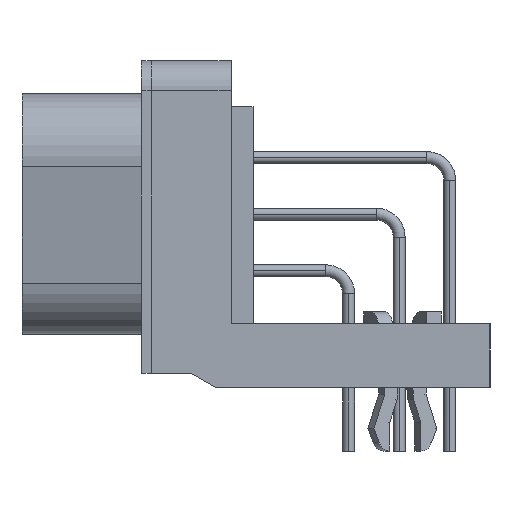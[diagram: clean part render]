
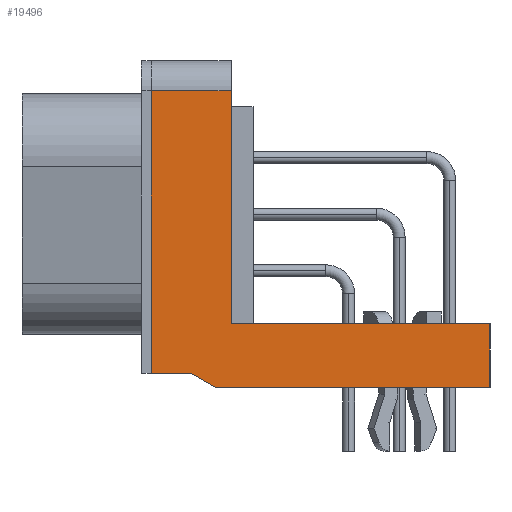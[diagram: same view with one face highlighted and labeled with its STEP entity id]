
A CAD part, left-side view. The second image highlights one B-rep face of the part: STEP entity #19496.
In plain terms, the highlighted planar face has unit normal (-1, 0, 0).
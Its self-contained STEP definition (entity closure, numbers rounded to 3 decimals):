
#19338=CARTESIAN_POINT('',(-33.5,8.44,14.9));
#19339=VERTEX_POINT('',#19338);
#19347=CARTESIAN_POINT('',(-33.5,8.44,3.2));
#19348=VERTEX_POINT('',#19347);
#19349=CARTESIAN_POINT('',(-33.5,8.44,3.2));
#19350=DIRECTION('',(0.0,0.0,1.0));
#19351=VECTOR('',#19350,11.7);
#19352=LINE('',#19349,#19351);
#19353=EDGE_CURVE('',#19348,#19339,#19352,.T.);
#19421=CARTESIAN_POINT('',(-33.5,12.44,14.9));
#19422=VERTEX_POINT('',#19421);
#19430=CARTESIAN_POINT('',(-33.5,12.44,14.9));
#19431=DIRECTION('',(0.0,-1.0,0.0));
#19432=VECTOR('',#19431,4.0);
#19433=LINE('',#19430,#19432);
#19434=EDGE_CURVE('',#19422,#19339,#19433,.T.);
#19441=CARTESIAN_POINT('',(-33.5,-5.51,8.2));
#19442=DIRECTION('',(-1.0,0.0,0.0));
#19443=DIRECTION('',(0.0,1.0,0.0));
#19444=AXIS2_PLACEMENT_3D('',#19441,#19442,#19443);
#19445=PLANE('',#19444);
#19446=CARTESIAN_POINT('',(-33.5,12.44,0.7));
#19447=VERTEX_POINT('',#19446);
#19448=CARTESIAN_POINT('',(-33.5,12.44,14.9));
#19449=DIRECTION('',(0.0,0.0,-1.0));
#19450=VECTOR('',#19449,14.2);
#19451=LINE('',#19448,#19450);
#19452=EDGE_CURVE('',#19422,#19447,#19451,.T.);
#19453=ORIENTED_EDGE('',*,*,#19452,.T.);
#19454=CARTESIAN_POINT('',(-33.5,10.44,0.7));
#19455=VERTEX_POINT('',#19454);
#19456=CARTESIAN_POINT('',(-33.5,10.44,0.7));
#19457=DIRECTION('',(0.0,1.0,0.0));
#19458=VECTOR('',#19457,2.0);
#19459=LINE('',#19456,#19458);
#19460=EDGE_CURVE('',#19455,#19447,#19459,.T.);
#19461=ORIENTED_EDGE('',*,*,#19460,.F.);
#19462=CARTESIAN_POINT('',(-33.5,9.228,0.));
#19463=VERTEX_POINT('',#19462);
#19464=CARTESIAN_POINT('',(-33.5,10.44,0.7));
#19465=DIRECTION('',(0.0,-0.866,-0.5));
#19466=VECTOR('',#19465,1.4);
#19467=LINE('',#19464,#19466);
#19468=EDGE_CURVE('',#19455,#19463,#19467,.T.);
#19469=ORIENTED_EDGE('',*,*,#19468,.T.);
#19470=CARTESIAN_POINT('',(-33.5,-4.56,0.));
#19471=VERTEX_POINT('',#19470);
#19472=CARTESIAN_POINT('',(-33.5,9.228,0.));
#19473=DIRECTION('',(0.0,-1.0,0.0));
#19474=VECTOR('',#19473,13.788);
#19475=LINE('',#19472,#19474);
#19476=EDGE_CURVE('',#19463,#19471,#19475,.T.);
#19477=ORIENTED_EDGE('',*,*,#19476,.T.);
#19478=CARTESIAN_POINT('',(-33.5,-4.56,3.2));
#19479=VERTEX_POINT('',#19478);
#19480=CARTESIAN_POINT('',(-33.5,-4.56,0.));
#19481=DIRECTION('',(0.0,0.0,1.0));
#19482=VECTOR('',#19481,3.2);
#19483=LINE('',#19480,#19482);
#19484=EDGE_CURVE('',#19471,#19479,#19483,.T.);
#19485=ORIENTED_EDGE('',*,*,#19484,.T.);
#19486=CARTESIAN_POINT('',(-33.5,-4.56,3.2));
#19487=DIRECTION('',(0.0,1.0,0.0));
#19488=VECTOR('',#19487,13.0);
#19489=LINE('',#19486,#19488);
#19490=EDGE_CURVE('',#19479,#19348,#19489,.T.);
#19491=ORIENTED_EDGE('',*,*,#19490,.T.);
#19492=ORIENTED_EDGE('',*,*,#19353,.T.);
#19493=ORIENTED_EDGE('',*,*,#19434,.F.);
#19494=EDGE_LOOP('',(#19453,#19461,#19469,#19477,#19485,#19491,#19492,#19493));
#19495=FACE_OUTER_BOUND('',#19494,.T.);
#19496=ADVANCED_FACE('',(#19495),#19445,.T.);
